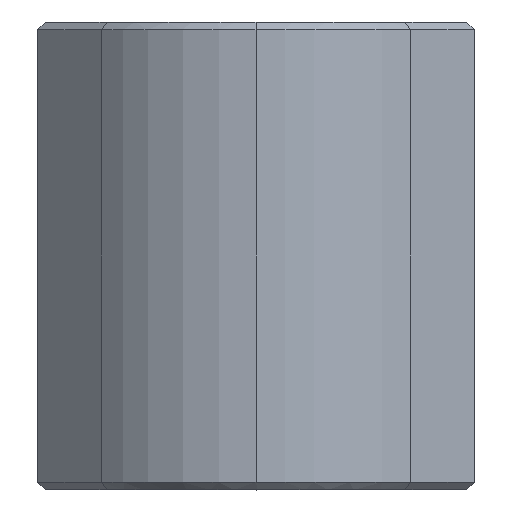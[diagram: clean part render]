
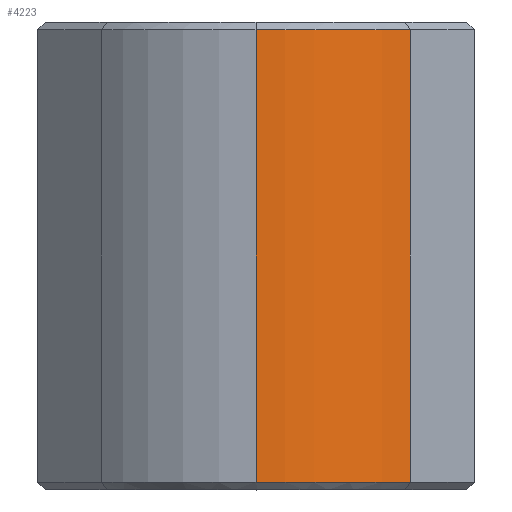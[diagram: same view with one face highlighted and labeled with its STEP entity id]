
A CAD part, left-side view. The second image highlights one B-rep face of the part: STEP entity #4223.
In plain terms, the highlighted free-form (B-spline) face has degree [1, 3] with [2, 4] control points.
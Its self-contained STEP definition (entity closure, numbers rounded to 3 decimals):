
#72 = CARTESIAN_POINT ( 'NONE',  ( 247.549, -42.541, -17.75 ) ) ;
#292 = CARTESIAN_POINT ( 'NONE',  ( 247.549, -42.541, -32.25 ) ) ;
#447 = CARTESIAN_POINT ( 'NONE',  ( 249.6, -47.491, -32.25 ) ) ;
#801 = CARTESIAN_POINT ( 'NONE',  ( 247.549, -44.423, -17.75 ) ) ;
#989 =( BOUNDED_CURVE ( )  B_SPLINE_CURVE ( 3, ( #2953, #3674, #3687, #4371 ),
 .UNSPECIFIED., .F., .T. ) 
 B_SPLINE_CURVE_WITH_KNOTS ( ( 4, 4 ),
 ( -0.785, 0. ),
 .UNSPECIFIED. ) 
 CURVE ( )  GEOMETRIC_REPRESENTATION_ITEM ( )  RATIONAL_B_SPLINE_CURVE ( ( 1., 0.949, 0.949, 1. ) ) 
 REPRESENTATION_ITEM ( '' )  );
#998 = CARTESIAN_POINT ( 'NONE',  ( 247.549, -42.541, -17.75 ) ) ;
#1015 = VERTEX_POINT ( 'NONE', #3134 ) ;
#1105 =( BOUNDED_SURFACE ( )  B_SPLINE_SURFACE ( 1, 3, ( 
 ( #2582, #1907, #801, #72 ),
 ( #447, #4351, #2946, #1533 ) ),
 .UNSPECIFIED., .F., .F., .F. ) 
 B_SPLINE_SURFACE_WITH_KNOTS ( ( 2, 2 ),
 ( 4, 4 ),
 ( 0., 1. ),
 ( 0., 1. ),
 .UNSPECIFIED. ) 
 GEOMETRIC_REPRESENTATION_ITEM ( )  RATIONAL_B_SPLINE_SURFACE ( (
 ( 1., 0.949, 0.949, 1.),
 ( 1., 0.949, 0.949, 1.) ) ) 
 REPRESENTATION_ITEM ( '' )  SURFACE ( )  );
#1132 = CARTESIAN_POINT ( 'NONE',  ( 247.549, -44.423, -17.75 ) ) ;
#1144 = ORIENTED_EDGE ( 'NONE', *, *, #2240, .T. ) ;
#1158 = CARTESIAN_POINT ( 'NONE',  ( 249.6, -47.491, -32.25 ) ) ;
#1251 = B_SPLINE_CURVE_WITH_KNOTS ( 'NONE', 1,
 ( #1158, #4091 ),
 .UNSPECIFIED., .F., .F.,
 ( 2, 2 ),
 ( -1., 0. ),
 .UNSPECIFIED. ) ;
#1287 = EDGE_CURVE ( 'NONE', #2730, #2673, #2671, .T. ) ;
#1319 = CARTESIAN_POINT ( 'NONE',  ( 249.6, -47.491, -17.75 ) ) ;
#1355 = CARTESIAN_POINT ( 'NONE',  ( 247.549, -42.541, -17.75 ) ) ;
#1446 = VERTEX_POINT ( 'NONE', #292 ) ;
#1533 = CARTESIAN_POINT ( 'NONE',  ( 247.549, -42.541, -32.25 ) ) ;
#1797 = ORIENTED_EDGE ( 'NONE', *, *, #1986, .F. ) ;
#1907 = CARTESIAN_POINT ( 'NONE',  ( 248.269, -46.161, -17.75 ) ) ;
#1986 = EDGE_CURVE ( 'NONE', #1446, #2673, #3050, .T. ) ;
#2025 = CARTESIAN_POINT ( 'NONE',  ( 247.549, -42.541, -32.25 ) ) ;
#2167 = ORIENTED_EDGE ( 'NONE', *, *, #1287, .T. ) ;
#2182 = CARTESIAN_POINT ( 'NONE',  ( 249.6, -47.491, -17.75 ) ) ;
#2240 = EDGE_CURVE ( 'NONE', #1015, #2730, #1251, .T. ) ;
#2582 = CARTESIAN_POINT ( 'NONE',  ( 249.6, -47.491, -17.75 ) ) ;
#2671 =( BOUNDED_CURVE ( )  B_SPLINE_CURVE ( 3, ( #2182, #4333, #1132, #4318 ),
 .UNSPECIFIED., .F., .T. ) 
 B_SPLINE_CURVE_WITH_KNOTS ( ( 4, 4 ),
 ( -0.785, 0. ),
 .UNSPECIFIED. ) 
 CURVE ( )  GEOMETRIC_REPRESENTATION_ITEM ( )  RATIONAL_B_SPLINE_CURVE ( ( 1., 0.949, 0.949, 1. ) ) 
 REPRESENTATION_ITEM ( '' )  );
#2673 = VERTEX_POINT ( 'NONE', #998 ) ;
#2730 = VERTEX_POINT ( 'NONE', #1319 ) ;
#2946 = CARTESIAN_POINT ( 'NONE',  ( 247.549, -44.423, -32.25 ) ) ;
#2953 = CARTESIAN_POINT ( 'NONE',  ( 249.6, -47.491, -32.25 ) ) ;
#3050 = B_SPLINE_CURVE_WITH_KNOTS ( 'NONE', 1,
 ( #2025, #1355 ),
 .UNSPECIFIED., .F., .F.,
 ( 2, 2 ),
 ( -1., 0. ),
 .UNSPECIFIED. ) ;
#3134 = CARTESIAN_POINT ( 'NONE',  ( 249.6, -47.491, -32.25 ) ) ;
#3674 = CARTESIAN_POINT ( 'NONE',  ( 248.269, -46.161, -32.25 ) ) ;
#3687 = CARTESIAN_POINT ( 'NONE',  ( 247.549, -44.423, -32.25 ) ) ;
#4091 = CARTESIAN_POINT ( 'NONE',  ( 249.6, -47.491, -17.75 ) ) ;
#4186 = EDGE_LOOP ( 'NONE', ( #1797, #4214, #1144, #2167 ) ) ;
#4214 = ORIENTED_EDGE ( 'NONE', *, *, #4657, .F. ) ;
#4223 = ADVANCED_FACE ( 'NONE', ( #4625 ), #1105, .F. ) ;
#4318 = CARTESIAN_POINT ( 'NONE',  ( 247.549, -42.541, -17.75 ) ) ;
#4333 = CARTESIAN_POINT ( 'NONE',  ( 248.269, -46.161, -17.75 ) ) ;
#4351 = CARTESIAN_POINT ( 'NONE',  ( 248.269, -46.161, -32.25 ) ) ;
#4371 = CARTESIAN_POINT ( 'NONE',  ( 247.549, -42.541, -32.25 ) ) ;
#4625 = FACE_OUTER_BOUND ( 'NONE', #4186, .T. ) ;
#4657 = EDGE_CURVE ( 'NONE', #1015, #1446, #989, .T. ) ;
